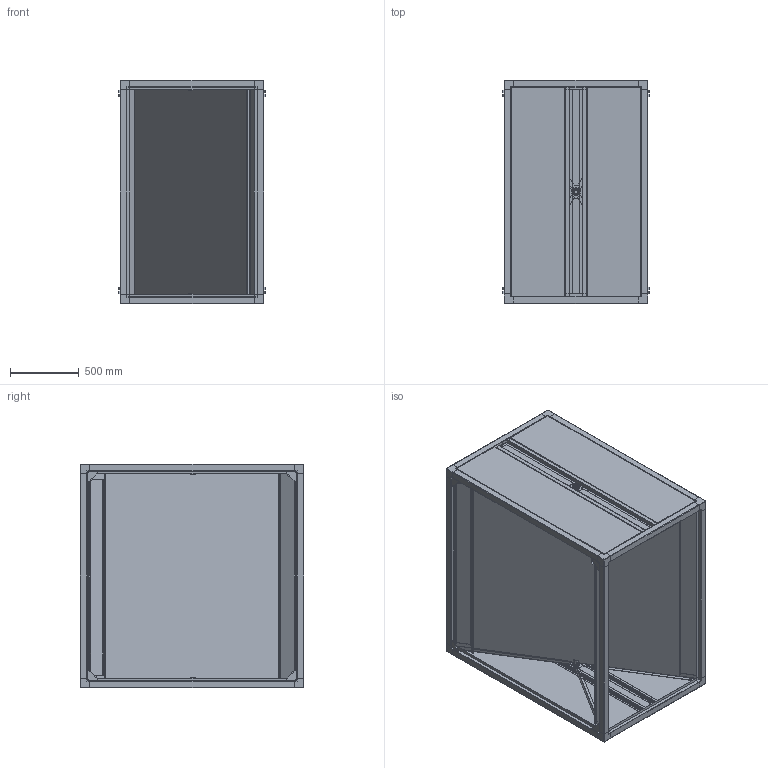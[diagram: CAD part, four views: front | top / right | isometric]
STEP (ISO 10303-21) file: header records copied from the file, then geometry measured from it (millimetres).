
FILE_DESCRIPTION (( 'STEP AP203' ), '1' );
FILE_NAME ('Gr.3_Umschaltklappe_defeature.STEP', '2020-03-03T14:55:33', ( '' ), ( '' ), 'SwSTEP 2.0', 'SolidWorks 2019', '' );
FILE_SCHEMA (( 'CONFIG_CONTROL_DESIGN' ));
Products named in the file (1): Gr.3_Umschaltklappe_defeature
Bounding box: 1073.92 x 1630 x 1630 mm (x, y, z)
Volume: 114203911.3 mm3; surface area: 25876000.9 mm2
Topology: 9 solids, 9 shells, 2032 faces, 4834 edges, 2760 vertices
Faces by surface type: plane 1446, cylinder 486, torus 52, bspline 40, cone 8
Entity records: 58375 total; most frequent: CARTESIAN_POINT 11809, ORIENTED_EDGE 9652, DIRECTION 9542, EDGE_CURVE 4826, VECTOR 3868, LINE 3868, AXIS2_PLACEMENT_3D 2837, VERTEX_POINT 2760
